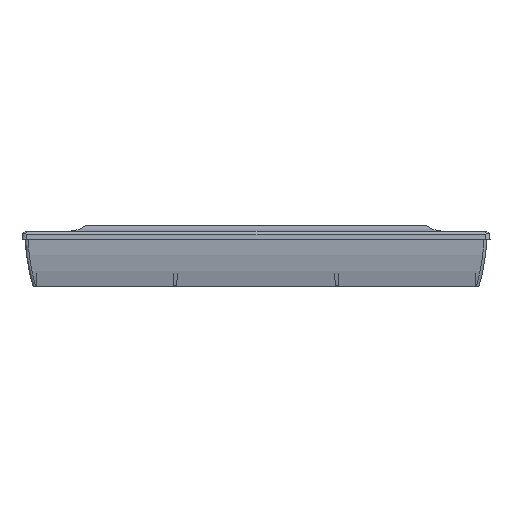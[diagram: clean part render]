
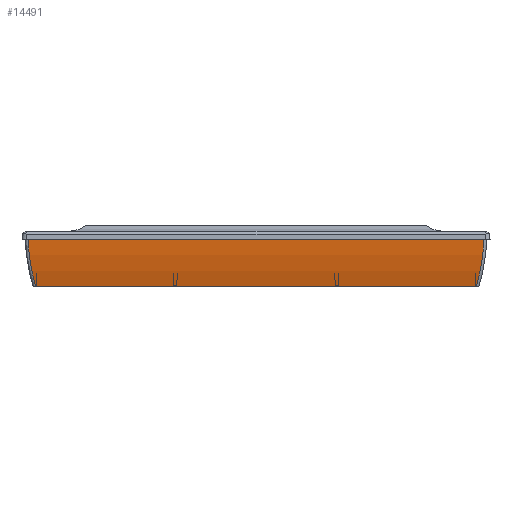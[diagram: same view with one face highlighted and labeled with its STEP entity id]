
A CAD part, front view. The second image highlights one B-rep face of the part: STEP entity #14491.
In plain terms, the highlighted cylindrical face has radius 33.85 mm (diameter 67.7 mm), a partial arc.
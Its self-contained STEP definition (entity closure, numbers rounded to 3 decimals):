
#6 = CARTESIAN_POINT ( 'NONE',  ( 2.908, 159.939, -9.5 ) ) ;
#173 = EDGE_CURVE ( 'NONE', #14399, #15360, #6385, .T. ) ;
#1380 = EDGE_LOOP ( 'NONE', ( #5434, #16165, #13591, #1797 ) ) ;
#1430 = FACE_OUTER_BOUND ( 'NONE', #1380, .T. ) ;
#1735 = CARTESIAN_POINT ( 'NONE',  ( 2.908, 192.348, 0.271 ) ) ;
#1797 = ORIENTED_EDGE ( 'NONE', *, *, #8628, .T. ) ;
#1841 = CARTESIAN_POINT ( 'NONE',  ( -37.954, 158.64, -3.924 ) ) ;
#1902 = EDGE_CURVE ( 'NONE', #7596, #2458, #3335, .T. ) ;
#2089 = CARTESIAN_POINT ( 'NONE',  ( -36.675, 159.939, -9.5 ) ) ;
#2458 = VERTEX_POINT ( 'NONE', #15248 ) ;
#3335 = LINE ( 'NONE', #5759, #8169 ) ;
#3372 = CARTESIAN_POINT ( 'NONE',  ( 42.49, 159.939, -9.5 ) ) ;
#5036 = CARTESIAN_POINT ( 'NONE',  ( -36.675, 159.939, -9.5 ) ) ;
#5123 = DIRECTION ( 'NONE',  ( 1., 0., 0. ) ) ;
#5434 = ORIENTED_EDGE ( 'NONE', *, *, #1902, .T. ) ;
#5667 = DIRECTION ( 'NONE',  ( 0., 0., -1. ) ) ;
#5759 = CARTESIAN_POINT ( 'NONE',  ( 2.908, 158.525, -1.1 ) ) ;
#6385 = LINE ( 'NONE', #6, #15781 ) ;
#6543 = CYLINDRICAL_SURFACE ( 'NONE', #16152, 33.85 ) ;
#7095 = B_SPLINE_CURVE_WITH_KNOTS ( 'NONE', 3,
 ( #12191, #1841, #10911, #2089 ),
 .UNSPECIFIED., .F., .F.,
 ( 4, 4 ),
 ( 0., 1. ),
 .UNSPECIFIED. ) ;
#7596 = VERTEX_POINT ( 'NONE', #7949 ) ;
#7949 = CARTESIAN_POINT ( 'NONE',  ( 43.882, 158.525, -1.1 ) ) ;
#8169 = VECTOR ( 'NONE', #10893, 1000. ) ;
#8590 = CARTESIAN_POINT ( 'NONE',  ( 42.49, 159.939, -9.5 ) ) ;
#8628 = EDGE_CURVE ( 'NONE', #15360, #7596, #12175, .T. ) ;
#9679 = CARTESIAN_POINT ( 'NONE',  ( 43.769, 158.64, -3.924 ) ) ;
#10893 = DIRECTION ( 'NONE',  ( -1., 0., 0. ) ) ;
#10911 = CARTESIAN_POINT ( 'NONE',  ( -37.49, 159.111, -6.755 ) ) ;
#12175 = B_SPLINE_CURVE_WITH_KNOTS ( 'NONE', 3,
 ( #8590, #13728, #9679, #12465 ),
 .UNSPECIFIED., .F., .F.,
 ( 4, 4 ),
 ( 0., 1. ),
 .UNSPECIFIED. ) ;
#12191 = CARTESIAN_POINT ( 'NONE',  ( -38.067, 158.525, -1.1 ) ) ;
#12465 = CARTESIAN_POINT ( 'NONE',  ( 43.882, 158.525, -1.1 ) ) ;
#13591 = ORIENTED_EDGE ( 'NONE', *, *, #173, .T. ) ;
#13728 = CARTESIAN_POINT ( 'NONE',  ( 43.305, 159.111, -6.755 ) ) ;
#14399 = VERTEX_POINT ( 'NONE', #5036 ) ;
#14491 = ADVANCED_FACE ( 'NONE', ( #1430 ), #6543, .T. ) ;
#14687 = DIRECTION ( 'NONE',  ( 1., 0., 0. ) ) ;
#15248 = CARTESIAN_POINT ( 'NONE',  ( -38.067, 158.525, -1.1 ) ) ;
#15360 = VERTEX_POINT ( 'NONE', #3372 ) ;
#15781 = VECTOR ( 'NONE', #5123, 1000. ) ;
#15806 = EDGE_CURVE ( 'NONE', #2458, #14399, #7095, .T. ) ;
#16152 = AXIS2_PLACEMENT_3D ( 'NONE', #1735, #14687, #5667 ) ;
#16165 = ORIENTED_EDGE ( 'NONE', *, *, #15806, .T. ) ;
